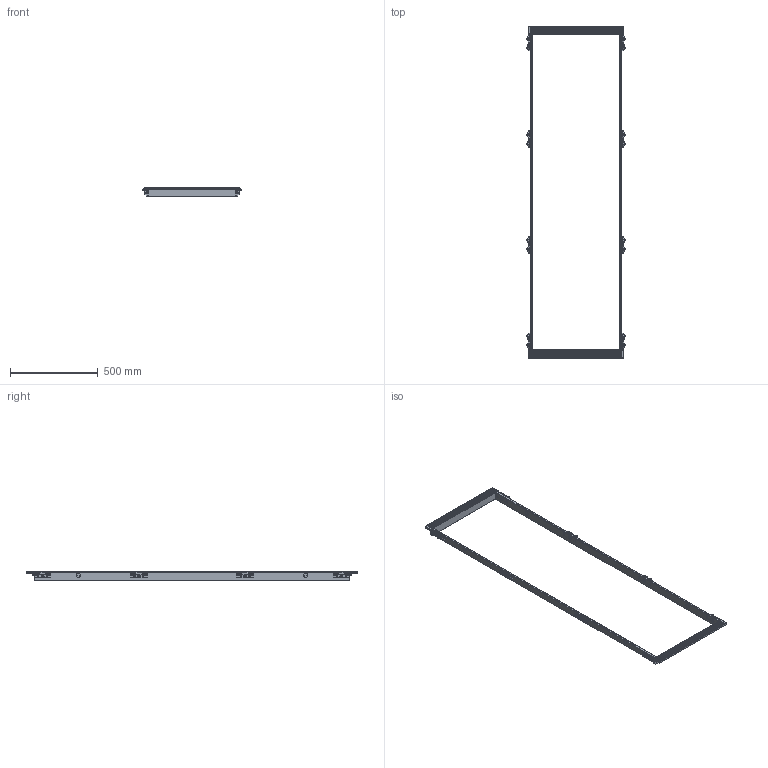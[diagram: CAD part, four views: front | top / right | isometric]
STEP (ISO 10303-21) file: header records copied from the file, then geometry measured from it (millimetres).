
FILE_DESCRIPTION(('STEP AP214'),'1');
FILE_NAME('cctmp_799C8004-35A9-46A8-93A3-F057B66928F9_2024_02_05_10_31_28_0667..stp','2024-02-05T09:31:30',('SIEMENS A&D'),('CADClick - www.CADClick.com'),'Spatial InterOp 3D',' ','unknown authorization');
FILE_SCHEMA(('AUTOMOTIVE_DESIGN'));
Length unit declared in the file: millimetre
Products named in the file (41): cc_unnamed; 2024_02_05_10_31_28_0596; 2024_02_05_10_31_28_0565; 2024_02_05_10_31_28_0532; 2024_02_05_10_31_28_0501; 2024_02_05_10_31_28_0470; 2024_02_05_10_31_28_0409; 2024_02_05_10_31_28_0377; 2024_02_05_10_31_28_0346; 2024_02_05_10_31_28_0285; 2024_02_05_10_31_28_0253; 2024_02_05_10_31_28_0222; 2024_02_05_10_31_28_0190; 2024_02_05_10_31_28_0127; 2024_02_05_10_31_28_0096; 2024_02_05_10_31_28_0066; 2024_02_05_10_31_28_0034; 2024_02_05_10_31_27_0973; 2024_02_05_10_31_27_0942; 2024_02_05_10_31_27_0911; 2024_02_05_10_31_27_0880; 2024_02_05_10_31_27_0819; 2024_02_05_10_31_27_0787; 2024_02_05_10_31_27_0756; 2024_02_05_10_31_27_0726; 2024_02_05_10_31_27_0663; 2024_02_05_10_31_27_0632; 2024_02_05_10_31_27_0601; 2024_02_05_10_31_27_0570; 2024_02_05_10_31_27_0506; 2024_02_05_10_31_27_0476; 2024_02_05_10_31_27_0444; 2024_02_05_10_31_27_0413; 2024_02_05_10_31_27_0350; 2024_02_05_10_31_27_0319; 2024_02_05_10_31_27_0288; 2024_02_05_10_31_27_0258; 2024_02_05_10_31_27_0196; 2024_02_05_10_31_27_0165; 2024_02_05_10_31_27_0134 ...
Assembly tree (40 placements, depth 2):
  cc_unnamed
    2024_02_05_10_31_28_0596
    2024_02_05_10_31_28_0565
    2024_02_05_10_31_28_0532
    2024_02_05_10_31_28_0501
    2024_02_05_10_31_28_0470
    2024_02_05_10_31_28_0409
    2024_02_05_10_31_28_0377
    2024_02_05_10_31_28_0346
    2024_02_05_10_31_28_0285
    2024_02_05_10_31_28_0253
    2024_02_05_10_31_28_0222
    2024_02_05_10_31_28_0190
    2024_02_05_10_31_28_0127
    2024_02_05_10_31_28_0096
    2024_02_05_10_31_28_0066
    2024_02_05_10_31_28_0034
    2024_02_05_10_31_27_0973
    2024_02_05_10_31_27_0942
    2024_02_05_10_31_27_0911
    2024_02_05_10_31_27_0880
    2024_02_05_10_31_27_0819
    2024_02_05_10_31_27_0787
    2024_02_05_10_31_27_0756
    2024_02_05_10_31_27_0726
    2024_02_05_10_31_27_0663
    2024_02_05_10_31_27_0632
    2024_02_05_10_31_27_0601
    2024_02_05_10_31_27_0570
    2024_02_05_10_31_27_0506
    2024_02_05_10_31_27_0476
    2024_02_05_10_31_27_0444
    2024_02_05_10_31_27_0413
    2024_02_05_10_31_27_0350
    2024_02_05_10_31_27_0319
    2024_02_05_10_31_27_0288
    2024_02_05_10_31_27_0258
    2024_02_05_10_31_27_0196
    2024_02_05_10_31_27_0165
    2024_02_05_10_31_27_0134
    2024_02_05_10_31_27_0102
Bounding box: 567 x 1897 x 48 mm (x, y, z)
Volume: 621226.8 mm3; surface area: 752924.6 mm2
Topology: 40 solids, 40 shells, 3052 faces, 8284 edges, 5432 vertices
Faces by surface type: plane 1920, cylinder 956, cone 176
Entity records: 126518 total; most frequent: CARTESIAN_POINT 21017, ORIENTED_EDGE 16568, DIRECTION 16446, EDGE_CURVE 8284, LINE 5892, VECTOR 5892, VERTEX_POINT 5432, AXIS2_PLACEMENT_3D 5277
